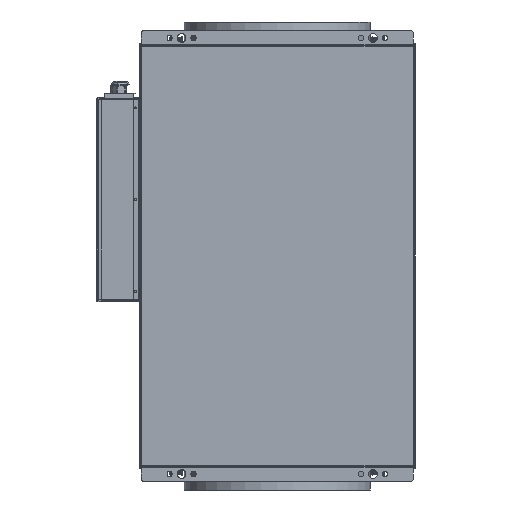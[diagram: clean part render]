
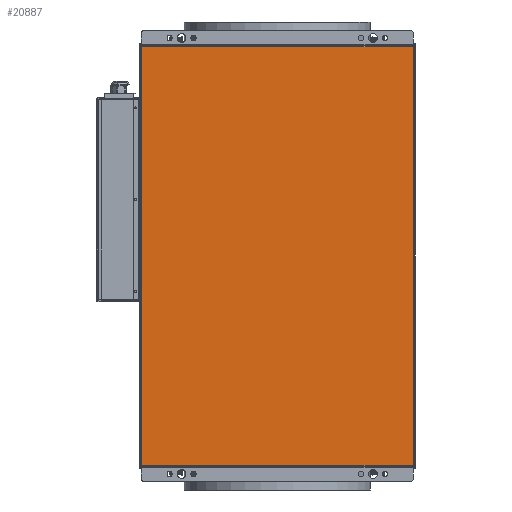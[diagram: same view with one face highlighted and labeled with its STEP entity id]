
A CAD part, front view. The second image highlights one B-rep face of the part: STEP entity #20887.
In plain terms, the highlighted planar face has unit normal (0, -1, 0).
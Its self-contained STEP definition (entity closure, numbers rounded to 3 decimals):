
#1 = ORIENTED_EDGE ( 'NONE', *, *, #35283, .T. ) ;
#138 = CARTESIAN_POINT ( 'NONE',  ( 230.099, -173.65, 355. ) ) ;
#1850 = VECTOR ( 'NONE', #11215, 1000. ) ;
#5954 = LINE ( 'NONE', #28850, #27232 ) ;
#8709 = CARTESIAN_POINT ( 'NONE',  ( 230.099, -173.65, 353. ) ) ;
#8788 = ORIENTED_EDGE ( 'NONE', *, *, #34730, .T. ) ;
#9222 = DIRECTION ( 'NONE',  ( 0., 0., -1. ) ) ;
#9245 = LINE ( 'NONE', #138, #1850 ) ;
#9409 = CARTESIAN_POINT ( 'NONE',  ( 230.099, -173.65, -353. ) ) ;
#9446 = DIRECTION ( 'NONE',  ( 1., 0., 0. ) ) ;
#10010 = CARTESIAN_POINT ( 'NONE',  ( -228.901, -173.65, -353. ) ) ;
#11215 = DIRECTION ( 'NONE',  ( 0., 0., 1. ) ) ;
#15646 = VERTEX_POINT ( 'NONE', #9409 ) ;
#18151 = ORIENTED_EDGE ( 'NONE', *, *, #21376, .T. ) ;
#20068 = VERTEX_POINT ( 'NONE', #10010 ) ;
#20446 = FACE_OUTER_BOUND ( 'NONE', #22111, .T. ) ;
#20887 = ADVANCED_FACE ( 'NONE', ( #20446 ), #34085, .T. ) ;
#21235 = CARTESIAN_POINT ( 'NONE',  ( -228.901, -173.65, 353. ) ) ;
#21239 = CARTESIAN_POINT ( 'NONE',  ( 230.099, -173.65, 353. ) ) ;
#21278 = LINE ( 'NONE', #8709, #35145 ) ;
#21376 = EDGE_CURVE ( 'NONE', #25649, #24132, #21278, .T. ) ;
#22111 = EDGE_LOOP ( 'NONE', ( #8788, #34867, #1, #18151 ) ) ;
#22793 = CARTESIAN_POINT ( 'NONE',  ( -230.901, -173.65, 355. ) ) ;
#23843 = CARTESIAN_POINT ( 'NONE',  ( -228.901, -173.65, -355. ) ) ;
#24132 = VERTEX_POINT ( 'NONE', #21235 ) ;
#24965 = AXIS2_PLACEMENT_3D ( 'NONE', #22793, #25846, #9222 ) ;
#25649 = VERTEX_POINT ( 'NONE', #21239 ) ;
#25846 = DIRECTION ( 'NONE',  ( 0., -1., 0. ) ) ;
#27232 = VECTOR ( 'NONE', #9446, 1000. ) ;
#28136 = DIRECTION ( 'NONE',  ( -1., 0., 0. ) ) ;
#28402 = LINE ( 'NONE', #23843, #35747 ) ;
#28850 = CARTESIAN_POINT ( 'NONE',  ( -228.901, -173.65, -353. ) ) ;
#32176 = EDGE_CURVE ( 'NONE', #20068, #15646, #5954, .T. ) ;
#32213 = DIRECTION ( 'NONE',  ( 0., 0., -1. ) ) ;
#34085 = PLANE ( 'NONE',  #24965 ) ;
#34730 = EDGE_CURVE ( 'NONE', #24132, #20068, #28402, .T. ) ;
#34867 = ORIENTED_EDGE ( 'NONE', *, *, #32176, .T. ) ;
#35145 = VECTOR ( 'NONE', #28136, 1000. ) ;
#35283 = EDGE_CURVE ( 'NONE', #15646, #25649, #9245, .T. ) ;
#35747 = VECTOR ( 'NONE', #32213, 1000. ) ;
